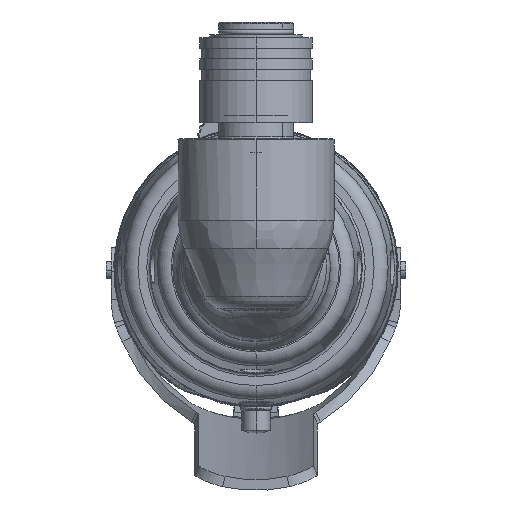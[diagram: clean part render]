
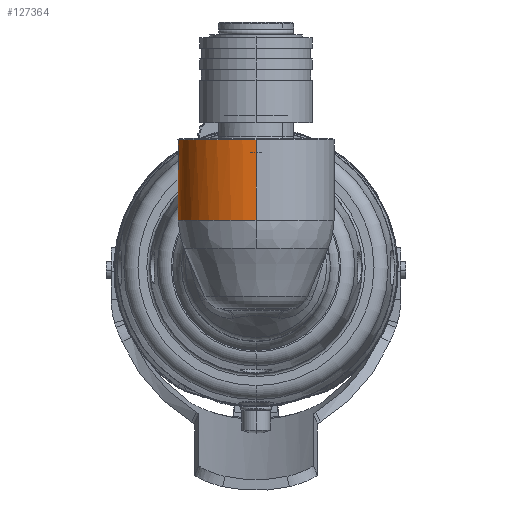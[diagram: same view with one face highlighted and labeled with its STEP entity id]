
A CAD part, top view. The second image highlights one B-rep face of the part: STEP entity #127364.
In plain terms, the highlighted cylindrical face has radius 11 mm (diameter 22 mm), a partial arc.
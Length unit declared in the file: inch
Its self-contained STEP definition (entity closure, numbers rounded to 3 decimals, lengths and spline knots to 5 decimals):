
#55043=CARTESIAN_POINT('',(0.,0.25798,2.97244));
#55044=DIRECTION('',(0.,-1.,0.));
#55045=DIRECTION('',(0.,0.,1.));
#55046=AXIS2_PLACEMENT_3D('',#55043,#55044,#55045);
#55069=CARTESIAN_POINT('',(0.,0.25798,
3.40551));
#55265=CARTESIAN_POINT('',(-0.36982,0.25798,
2.74709));
#55266=CARTESIAN_POINT('',(-0.36862,0.26049,
2.74512));
#55267=CARTESIAN_POINT('',(-0.36616,0.26547,
2.74116));
#55268=CARTESIAN_POINT('',(-0.36233,0.27279,
2.7352));
#55269=CARTESIAN_POINT('',(-0.35836,0.27996,
2.72924));
#55270=CARTESIAN_POINT('',(-0.35423,0.287,
2.72326));
#55271=CARTESIAN_POINT('',(-0.34995,0.2939,
2.71728));
#55272=CARTESIAN_POINT('',(-0.3455,0.30067,
2.71129));
#55273=CARTESIAN_POINT('',(-0.3409,0.30731,
2.70531));
#55274=CARTESIAN_POINT('',(-0.33615,0.31382,
2.69936));
#55275=CARTESIAN_POINT('',(-0.33126,0.32018,
2.69344));
#55276=CARTESIAN_POINT('',(-0.32624,0.32637,
2.68759));
#55277=CARTESIAN_POINT('',(-0.32111,0.33238,
2.68183));
#55278=CARTESIAN_POINT('',(-0.31591,0.33818,
2.67618));
#55279=CARTESIAN_POINT('',(-0.31062,0.34379,
2.67063));
#55280=CARTESIAN_POINT('',(-0.30524,0.34921,
2.66519));
#55281=CARTESIAN_POINT('',(-0.29977,0.35446,
2.65986));
#55282=CARTESIAN_POINT('',(-0.29422,0.35953,
2.65463));
#55283=CARTESIAN_POINT('',(-0.28858,0.36443,
2.6495));
#55284=CARTESIAN_POINT('',(-0.28287,0.36916,
2.64449));
#55285=CARTESIAN_POINT('',(-0.27709,0.37372,
2.63959));
#55286=CARTESIAN_POINT('',(-0.27123,0.37812,
2.63479));
#55287=CARTESIAN_POINT('',(-0.2653,0.38236,
2.63012));
#55288=CARTESIAN_POINT('',(-0.2593,0.38644,
2.62555));
#55289=CARTESIAN_POINT('',(-0.25323,0.39038,
2.62109));
#55290=CARTESIAN_POINT('',(-0.24709,0.39416,
2.61675));
#55291=CARTESIAN_POINT('',(-0.24088,0.3978,
2.61252));
#55292=CARTESIAN_POINT('',(-0.23461,0.4013,
2.6084));
#55293=CARTESIAN_POINT('',(-0.22827,0.40466,
2.60439));
#55294=CARTESIAN_POINT('',(-0.22187,0.40788,
2.60049));
#55295=CARTESIAN_POINT('',(-0.2154,0.41098,
2.59671));
#55296=CARTESIAN_POINT('',(-0.20886,0.41394,
2.59304));
#55297=CARTESIAN_POINT('',(-0.20225,0.41678,
2.58947));
#55298=CARTESIAN_POINT('',(-0.19558,0.41949,
2.58602));
#55299=CARTESIAN_POINT('',(-0.18883,0.42209,
2.58268));
#55300=CARTESIAN_POINT('',(-0.18202,0.42456,
2.57946));
#55301=CARTESIAN_POINT('',(-0.17514,0.42693,
2.57634));
#55302=CARTESIAN_POINT('',(-0.16819,0.42917,
2.57334));
#55303=CARTESIAN_POINT('',(-0.16116,0.43131,
2.57045));
#55304=CARTESIAN_POINT('',(-0.15407,0.43334,
2.56768));
#55305=CARTESIAN_POINT('',(-0.14689,0.43526,
2.56502));
#55306=CARTESIAN_POINT('',(-0.13964,0.43707,
2.56248));
#55307=CARTESIAN_POINT('',(-0.13231,0.43879,
2.56005));
#55308=CARTESIAN_POINT('',(-0.12491,0.4404,
2.55775));
#55309=CARTESIAN_POINT('',(-0.11744,0.44191,
2.55557));
#55310=CARTESIAN_POINT('',(-0.10991,0.44332,
2.55352));
#55311=CARTESIAN_POINT('',(-0.10231,0.44463,
2.5516));
#55312=CARTESIAN_POINT('',(-0.09465,0.44584,
2.54982));
#55313=CARTESIAN_POINT('',(-0.08694,0.44696,
2.54816));
#55314=CARTESIAN_POINT('',(-0.07918,0.44797,
2.54665));
#55315=CARTESIAN_POINT('',(-0.07138,0.44889,
2.54527));
#55316=CARTESIAN_POINT('',(-0.06355,0.44971,
2.54403));
#55317=CARTESIAN_POINT('',(-0.05568,0.45043,
2.54294));
#55318=CARTESIAN_POINT('',(-0.04778,0.45105,
2.54199));
#55319=CARTESIAN_POINT('',(-0.03986,0.45158,
2.54118));
#55320=CARTESIAN_POINT('',(-0.03191,0.45201,
2.54052));
#55321=CARTESIAN_POINT('',(-0.02395,0.45234,
2.54001));
#55322=CARTESIAN_POINT('',(-0.01597,0.45258,
2.53964));
#55323=CARTESIAN_POINT('',(-0.00799,0.45272,
2.53942));
#55324=CARTESIAN_POINT('',(-0.00266,0.45276,
2.53937));
#55325=CARTESIAN_POINT('',(0.,0.45276,
2.53937));
#55392=DIRECTION('',(0.,1.,0.));
#55393=VECTOR('',#55392,0.44557);
#55394=CARTESIAN_POINT('',(0.,0.25798,
3.40551));
#55395=LINE('',#55394,#55393);
#55396=DIRECTION('',(0.,-1.,0.));
#55397=VECTOR('',#55396,0.25079);
#55398=CARTESIAN_POINT('',(0.,0.70354,2.53937));
#55399=LINE('',#55398,#55397);
#55463=CARTESIAN_POINT('',(0.,0.70354,2.97244));
#55464=DIRECTION('',(0.,-1.,0.));
#55465=DIRECTION('',(0.,0.,1.));
#55466=AXIS2_PLACEMENT_3D('',#55463,#55464,#55465);
#67244=VERTEX_POINT('',#55069);
#67249=VERTEX_POINT('',#55265);
#67250=VERTEX_POINT('',#55325);
#67265=CARTESIAN_POINT('',(0.,0.70354,3.40551));
#67266=CARTESIAN_POINT('',(0.,0.70354,2.53937));
#67267=VERTEX_POINT('',#67265);
#67268=VERTEX_POINT('',#67266);
#127349=CARTESIAN_POINT('',(0.,0.6939,2.97244));
#127350=DIRECTION('',(0.,-1.,0.));
#127351=DIRECTION('',(0.,0.,-1.));
#127352=AXIS2_PLACEMENT_3D('',#127349,#127350,#127351);
#127353=CYLINDRICAL_SURFACE('',#127352,0.43307);
#127355=ORIENTED_EDGE('',*,*,#127354,.F.);
#127357=ORIENTED_EDGE('',*,*,#127356,.F.);
#127359=ORIENTED_EDGE('',*,*,#127358,.F.);
#127360=ORIENTED_EDGE('',*,*,#126966,.T.);
#127361=ORIENTED_EDGE('',*,*,#127340,.T.);
#127362=EDGE_LOOP('',(#127355,#127357,#127359,#127360,#127361));
#127363=FACE_OUTER_BOUND('',#127362,.F.);
#127364=ADVANCED_FACE('',(#127363),#127353,.T.);
#55047=CIRCLE('',#55046,0.43307);
#55326=B_SPLINE_CURVE_WITH_KNOTS('',3,(#55265,#55266,#55267,#55268,#55269,
#55270,#55271,#55272,#55273,#55274,#55275,#55276,#55277,#55278,#55279,#55280,
#55281,#55282,#55283,#55284,#55285,#55286,#55287,#55288,#55289,#55290,#55291,
#55292,#55293,#55294,#55295,#55296,#55297,#55298,#55299,#55300,#55301,#55302,
#55303,#55304,#55305,#55306,#55307,#55308,#55309,#55310,#55311,#55312,#55313,
#55314,#55315,#55316,#55317,#55318,#55319,#55320,#55321,#55322,#55323,#55324,
#55325),.UNSPECIFIED.,.F.,.F.,(4,1,1,1,1,1,1,1,1,1,1,1,1,1,1,1,1,1,1,1,1,1,1,1,
1,1,1,1,1,1,1,1,1,1,1,1,1,1,1,1,1,1,1,1,1,1,1,1,1,1,1,1,1,1,1,1,1,1,4),(0.,
0.01724,0.03448,0.05172,0.06897,
0.08621,0.10345,0.12069,0.13793,
0.15517,0.17241,0.18966,0.2069,
0.22414,0.24138,0.25862,0.27586,
0.2931,0.31034,0.32759,0.34483,
0.36207,0.37931,0.39655,0.41379,
0.43103,0.44828,0.46552,0.48276,0.5,
0.51724,0.53448,0.55172,0.56897,
0.58621,0.60345,0.62069,0.63793,
0.65517,0.67241,0.68966,0.7069,
0.72414,0.74138,0.75862,0.77586,
0.7931,0.81034,0.82759,0.84483,
0.86207,0.87931,0.89655,0.91379,
0.93103,0.94828,0.96552,0.98276,1.),
.UNSPECIFIED.);
#55467=CIRCLE('',#55466,0.43307);
#126966=EDGE_CURVE('',#67244,#67249,#55047,.T.);
#127340=EDGE_CURVE('',#67249,#67250,#55326,.T.);
#127354=EDGE_CURVE('',#67268,#67250,#55399,.T.);
#127356=EDGE_CURVE('',#67267,#67268,#55467,.T.);
#127358=EDGE_CURVE('',#67244,#67267,#55395,.T.);
